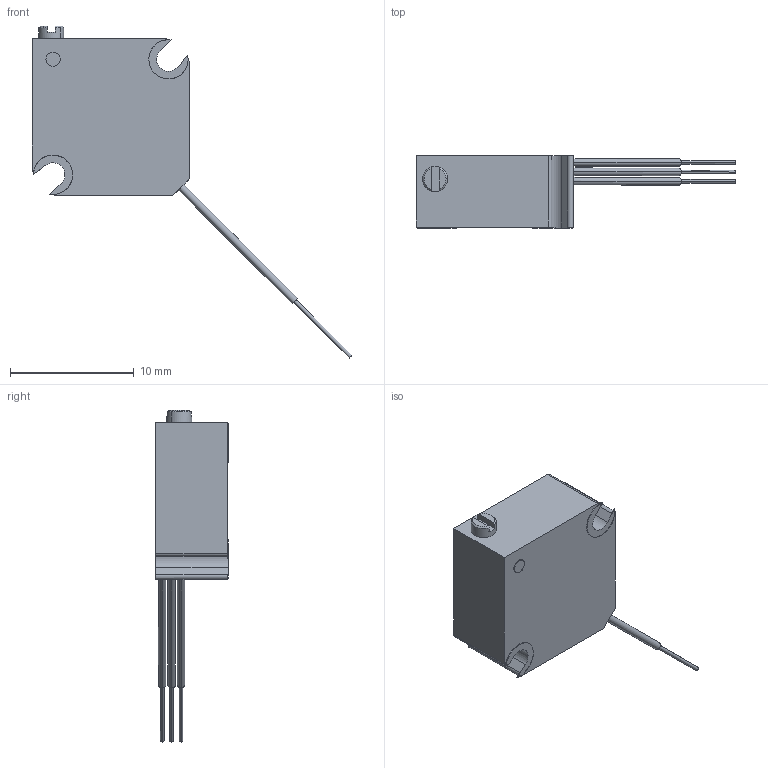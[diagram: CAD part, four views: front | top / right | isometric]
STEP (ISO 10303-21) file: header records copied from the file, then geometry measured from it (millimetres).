
FILE_DESCRIPTION((''),'2;1');
FILE_NAME('3250L','2012-10-29T',('stevec'),('Bourns, Inc.'),'PRO/ENGINEER BY PARAMETRIC TECHNOLOGY CORPORATION, 2012230','PRO/ENGINEER BY PARAMETRIC TECHNOLOGY CORPORATION, 2012230','');
FILE_SCHEMA(('CONFIG_CONTROL_DESIGN'));
Length unit declared in the file: inch
Products named in the file (1): 3250L
Bounding box: 25.85 x 5.84 x 26.86 mm (x, y, z)
Volume: 872.2 mm3; surface area: 842.7 mm2
Topology: 1 solids, 4 shells, 494 faces, 1376 edges, 917 vertices
Faces by surface type: plane 417, cylinder 72, cone 4, torus 1
Entity records: 15920 total; most frequent: CARTESIAN_POINT 3094, ORIENTED_EDGE 2752, DIRECTION 2490, EDGE_CURVE 1376, VECTOR 1140, LINE 1140, VERTEX_POINT 917, AXIS2_PLACEMENT_3D 675
